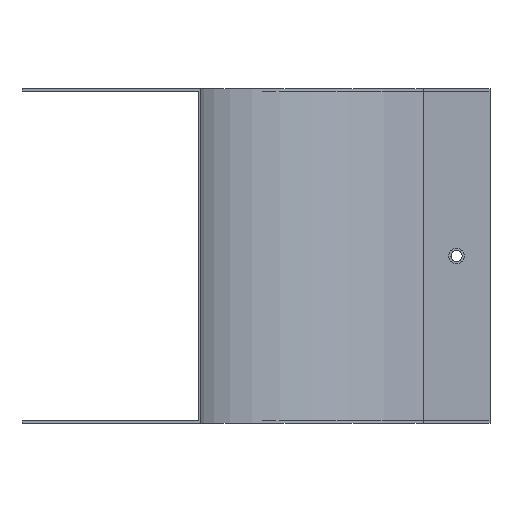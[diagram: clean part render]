
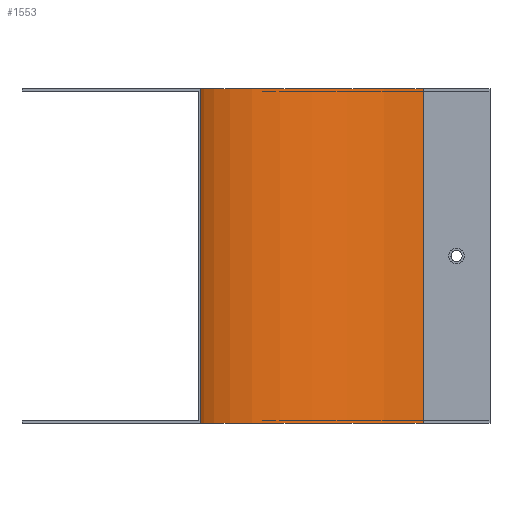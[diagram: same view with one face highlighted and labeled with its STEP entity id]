
A CAD part, left-side view. The second image highlights one B-rep face of the part: STEP entity #1553.
In plain terms, the highlighted cylindrical face has radius 100 mm (diameter 200 mm), a partial arc.
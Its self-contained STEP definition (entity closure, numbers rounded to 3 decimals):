
#90 = CARTESIAN_POINT ( 'NONE',  ( 0., 30., -149. ) ) ;
#92 = CARTESIAN_POINT ( 'NONE',  ( 0., 30., 1. ) ) ;
#151 = CARTESIAN_POINT ( 'NONE',  ( -100., 130., 1. ) ) ;
#152 = CARTESIAN_POINT ( 'NONE',  ( -100., 130., -149. ) ) ;
#229 = AXIS2_PLACEMENT_3D ( 'NONE', #1139, #1138, #1135 ) ;
#615 = EDGE_CURVE ( 'NONE', #1695, #1696, #2079, .T. ) ;
#710 = AXIS2_PLACEMENT_3D ( 'NONE', #1052, #1053, #1054 ) ;
#711 = AXIS2_PLACEMENT_3D ( 'NONE', #1047, #1048, #1049 ) ;
#810 = EDGE_CURVE ( 'NONE', #1696, #1634, #1943, .T. ) ;
#811 = EDGE_CURVE ( 'NONE', #1636, #1634, #2108, .T. ) ;
#812 = EDGE_CURVE ( 'NONE', #1695, #1636, #2111, .T. ) ;
#953 = ORIENTED_EDGE ( 'NONE', *, *, #812, .F. ) ;
#954 = ORIENTED_EDGE ( 'NONE', *, *, #811, .F. ) ;
#955 = ORIENTED_EDGE ( 'NONE', *, *, #810, .T. ) ;
#956 = ORIENTED_EDGE ( 'NONE', *, *, #615, .T. ) ;
#1033 = CARTESIAN_POINT ( 'NONE',  ( 0., 30., 1. ) ) ;
#1034 = DIRECTION ( 'NONE',  ( 0., 0., -1. ) ) ;
#1047 = CARTESIAN_POINT ( 'NONE',  ( -100., 30., -149. ) ) ;
#1048 = DIRECTION ( 'NONE',  ( 0., 0., -1. ) ) ;
#1049 = DIRECTION ( 'NONE',  ( -1., 0., 0. ) ) ;
#1052 = CARTESIAN_POINT ( 'NONE',  ( -100., 30., 1. ) ) ;
#1053 = DIRECTION ( 'NONE',  ( 0., 0., -1. ) ) ;
#1054 = DIRECTION ( 'NONE',  ( -1., 0., 0. ) ) ;
#1135 = DIRECTION ( 'NONE',  ( -1., 0., 0. ) ) ;
#1138 = DIRECTION ( 'NONE',  ( 0., 0., -1. ) ) ;
#1139 = CARTESIAN_POINT ( 'NONE',  ( -100., 30., 1. ) ) ;
#1432 = EDGE_LOOP ( 'NONE', ( #956, #955, #954, #953 ) ) ;
#1553 = ADVANCED_FACE ( 'NONE', ( #2137 ), #2141, .F. ) ;
#1634 = VERTEX_POINT ( 'NONE', #90 ) ;
#1636 = VERTEX_POINT ( 'NONE', #92 ) ;
#1695 = VERTEX_POINT ( 'NONE', #151 ) ;
#1696 = VERTEX_POINT ( 'NONE', #152 ) ;
#1943 = CIRCLE ( 'NONE', #711, 100. ) ;
#2079 = LINE ( 'NONE', #2511, #2081 ) ;
#2081 = VECTOR ( 'NONE', #2517, 1000. ) ;
#2108 = LINE ( 'NONE', #1033, #2109 ) ;
#2109 = VECTOR ( 'NONE', #1034, 1000. ) ;
#2111 = CIRCLE ( 'NONE', #710, 100. ) ;
#2137 = FACE_OUTER_BOUND ( 'NONE', #1432, .T. ) ;
#2141 = CYLINDRICAL_SURFACE ( 'NONE', #229, 100. ) ;
#2511 = CARTESIAN_POINT ( 'NONE',  ( -100., 130., 1. ) ) ;
#2517 = DIRECTION ( 'NONE',  ( 0., 0., -1. ) ) ;
